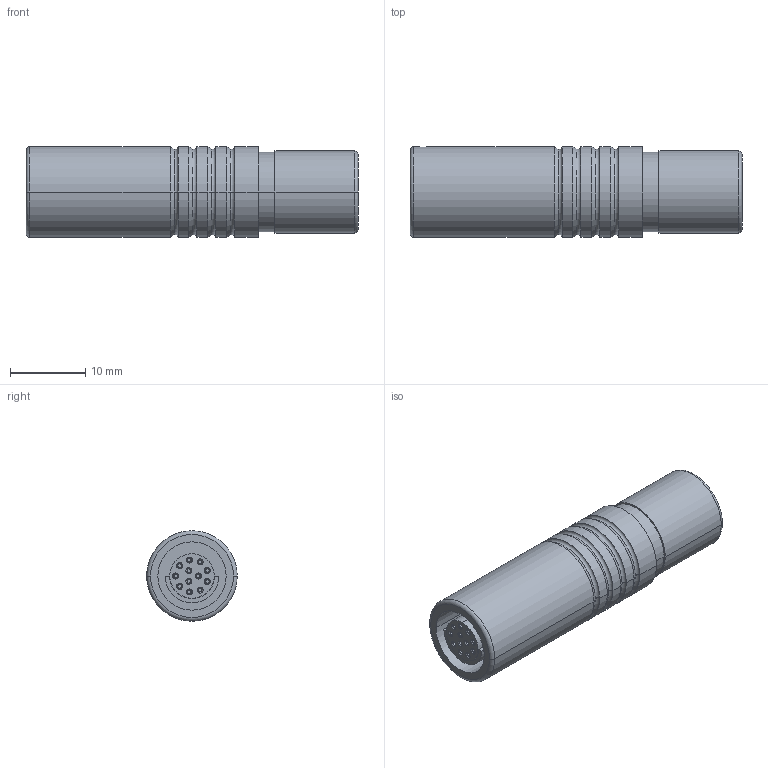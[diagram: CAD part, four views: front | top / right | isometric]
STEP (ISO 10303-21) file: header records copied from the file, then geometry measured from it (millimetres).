
FILE_DESCRIPTION((''),'2;1');
FILE_NAME('K11F1C-P12L','2021-02-05T11:01:24',('RTrager'),(''),'CREO PARAMETRIC BY PTC INC, 2018300','CREO PARAMETRIC BY PTC INC, 2018300','');
FILE_SCHEMA(('AP242_MANAGED_MODEL_BASED_3D_ENGINEERING_MIM_LF { 1 0 10303 442 1 1 4 }'));
Length unit declared in the file: millimetre
Products named in the file (1): K11F1C-P12L
Bounding box: 44 x 12 x 12 mm (x, y, z)
Volume: 3644.5 mm3; surface area: 3281 mm2
Topology: 1 solids, 1 shells, 227 faces, 526 edges, 332 vertices
Faces by surface type: cylinder 124, plane 47, cone 32, torus 24
Entity records: 10825 total; most frequent: CARTESIAN_POINT 1693, DIRECTION 1208, ORIENTED_EDGE 1052, PRESENTATION_STYLE_ASSIGNMENT 706, STYLED_ITEM 529, CURVE_STYLE 526, EDGE_CURVE 526, AXIS2_PLACEMENT_3D 511
